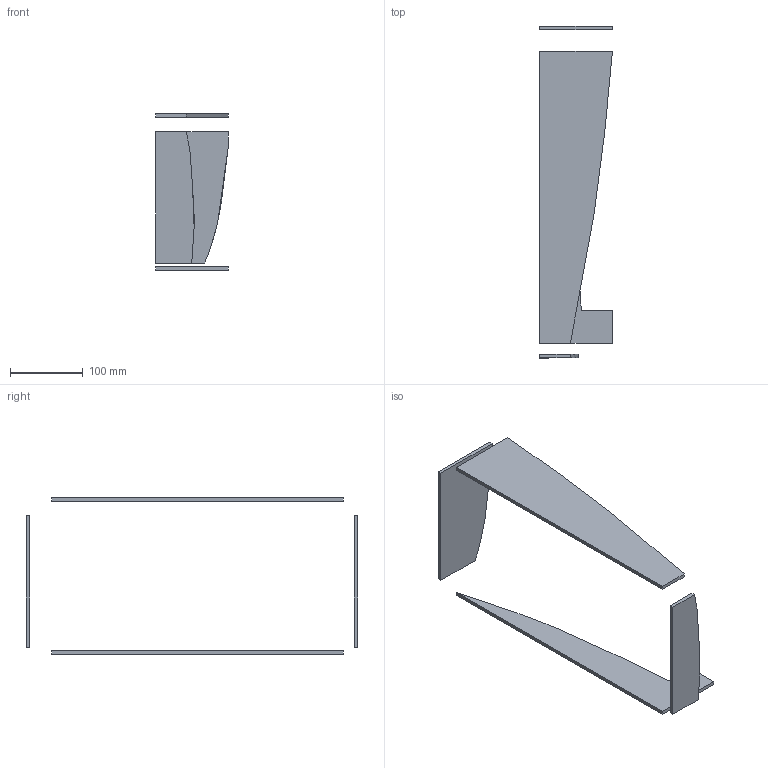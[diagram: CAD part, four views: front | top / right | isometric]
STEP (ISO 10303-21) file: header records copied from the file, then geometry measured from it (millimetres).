
FILE_DESCRIPTION(/* description */ (''),/* implementation_level */ '2;1');
FILE_NAME(/* name */ 'forPrintNaca400Rear v1.step',/* time_stamp */ '2024-05-07T00:04:20+09:00',/* author */ (''),/* organization */ (''),/* preprocessor_version */ 'ST-DEVELOPER v20',/* originating_system */ 'Autodesk Translation Framework v12.20.1.177',/* authorisation */ '');
FILE_SCHEMA (('AUTOMOTIVE_DESIGN { 1 0 10303 214 3 1 1 }'));
Length unit declared in the file: millimetre
Products named in the file (1): forPrintNaca400Rear
Bounding box: 100 x 455 x 215 mm (x, y, z)
Volume: 363846.4 mm3; surface area: 159834.1 mm2
Topology: 4 solids, 4 shells, 30 faces, 66 edges, 44 vertices
Faces by surface type: plane 22, bspline 8
Entity records: 1536 total; most frequent: CARTESIAN_POINT 902, ORIENTED_EDGE 132, DIRECTION 95, EDGE_CURVE 66, LINE 49, VECTOR 49, VERTEX_POINT 44, FACE_OUTER_BOUND 30
